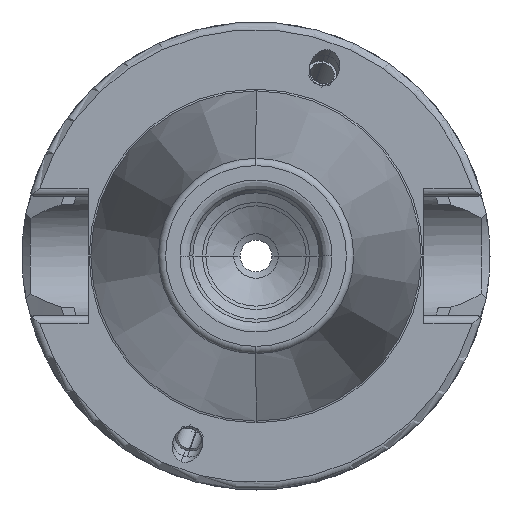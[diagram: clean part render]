
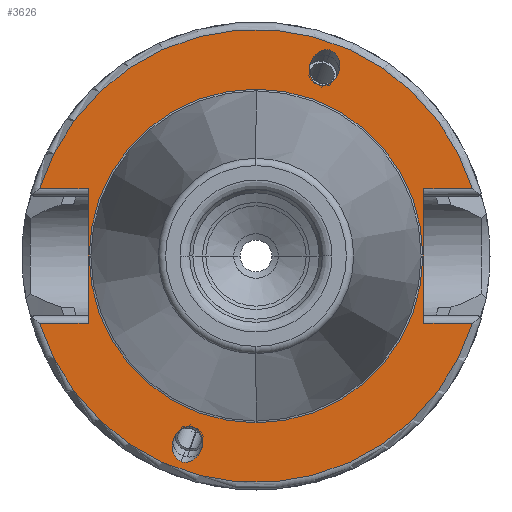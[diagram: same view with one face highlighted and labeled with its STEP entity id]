
A CAD part, left-side view. The second image highlights one B-rep face of the part: STEP entity #3626.
In plain terms, the highlighted planar face has unit normal (-1, 0, 0).
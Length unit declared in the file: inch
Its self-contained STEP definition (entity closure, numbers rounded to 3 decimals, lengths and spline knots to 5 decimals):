
#745=CARTESIAN_POINT('',(0.079,0.,0.));
#746=DIRECTION('',(-1.,0.,0.));
#747=DIRECTION('',(0.,-0.955,0.296));
#748=AXIS2_PLACEMENT_3D('',#745,#746,#747);
#856=DIRECTION('',(0.,0.,-1.));
#857=VECTOR('',#856,0.71186);
#858=CARTESIAN_POINT('',(0.079,0.88976,0.35593));
#859=LINE('',#858,#857);
#873=CARTESIAN_POINT('',(0.079,0.,0.));
#874=DIRECTION('',(1.,0.,0.));
#875=DIRECTION('',(0.,0.,1.));
#876=AXIS2_PLACEMENT_3D('',#873,#874,#875);
#878=CARTESIAN_POINT('',(0.079,0.,0.));
#879=DIRECTION('',(1.,0.,0.));
#880=DIRECTION('',(0.,0.,-1.));
#881=AXIS2_PLACEMENT_3D('',#878,#879,#880);
#883=DIRECTION('',(0.,-1.,0.));
#884=VECTOR('',#883,0.2569);
#885=CARTESIAN_POINT('',(0.079,-0.88976,0.35593));
#886=LINE('',#885,#884);
#887=DIRECTION('',(0.,1.,0.));
#888=VECTOR('',#887,0.2569);
#889=CARTESIAN_POINT('',(0.079,-1.14666,-0.35593));
#890=LINE('',#889,#888);
#891=DIRECTION('',(0.,1.,0.));
#892=VECTOR('',#891,0.2569);
#893=CARTESIAN_POINT('',(0.079,0.88976,-0.35593));
#894=LINE('',#893,#892);
#895=DIRECTION('',(0.,-1.,0.));
#896=VECTOR('',#895,0.2569);
#897=CARTESIAN_POINT('',(0.079,1.14666,0.35593));
#898=LINE('',#897,#896);
#899=CARTESIAN_POINT('',(0.079,0.39644,-1.08921));
#900=CARTESIAN_POINT('',(0.079,0.40516,-1.08604));
#901=CARTESIAN_POINT('',(0.079,0.42259,-1.07531));
#902=CARTESIAN_POINT('',(0.079,0.44141,-1.04511));
#903=CARTESIAN_POINT('',(0.079,0.44656,-1.00652));
#904=CARTESIAN_POINT('',(0.079,0.43914,-0.97138));
#905=CARTESIAN_POINT('',(0.079,0.42223,-0.93969));
#906=CARTESIAN_POINT('',(0.079,0.39348,-0.91343));
#907=CARTESIAN_POINT('',(0.079,0.35966,-0.9024));
#908=CARTESIAN_POINT('',(0.079,0.33941,-0.90539));
#909=CARTESIAN_POINT('',(0.079,0.33069,-0.90856));
#911=CARTESIAN_POINT('',(0.079,0.33069,-0.90856));
#912=CARTESIAN_POINT('',(0.079,0.32197,-0.91173));
#913=CARTESIAN_POINT('',(0.079,0.30454,-0.92246));
#914=CARTESIAN_POINT('',(0.079,0.28572,-0.95266));
#915=CARTESIAN_POINT('',(0.079,0.28057,-0.99125));
#916=CARTESIAN_POINT('',(0.079,0.28799,-1.02639));
#917=CARTESIAN_POINT('',(0.079,0.3049,-1.05808));
#918=CARTESIAN_POINT('',(0.079,0.33365,-1.08434));
#919=CARTESIAN_POINT('',(0.079,0.36747,-1.09537));
#920=CARTESIAN_POINT('',(0.079,0.38772,-1.09239));
#921=CARTESIAN_POINT('',(0.079,0.39644,-1.08921));
#923=CARTESIAN_POINT('',(0.079,-0.39644,1.08921));
#924=CARTESIAN_POINT('',(0.079,-0.40516,1.08604));
#925=CARTESIAN_POINT('',(0.079,-0.42259,1.07531));
#926=CARTESIAN_POINT('',(0.079,-0.44141,1.04511));
#927=CARTESIAN_POINT('',(0.079,-0.44656,1.00652));
#928=CARTESIAN_POINT('',(0.079,-0.43914,0.97138));
#929=CARTESIAN_POINT('',(0.079,-0.42223,0.93969));
#930=CARTESIAN_POINT('',(0.079,-0.39348,0.91343));
#931=CARTESIAN_POINT('',(0.079,-0.35966,0.9024));
#932=CARTESIAN_POINT('',(0.079,-0.33941,0.90539));
#933=CARTESIAN_POINT('',(0.079,-0.33069,0.90856));
#935=CARTESIAN_POINT('',(0.079,-0.33069,0.90856));
#936=CARTESIAN_POINT('',(0.079,-0.32197,0.91173));
#937=CARTESIAN_POINT('',(0.079,-0.30454,0.92246));
#938=CARTESIAN_POINT('',(0.079,-0.28572,0.95266));
#939=CARTESIAN_POINT('',(0.079,-0.28057,0.99125));
#940=CARTESIAN_POINT('',(0.079,-0.28799,1.02639));
#941=CARTESIAN_POINT('',(0.079,-0.3049,1.05808));
#942=CARTESIAN_POINT('',(0.079,-0.33365,1.08434));
#943=CARTESIAN_POINT('',(0.079,-0.36747,1.09537));
#944=CARTESIAN_POINT('',(0.079,-0.38772,1.09239));
#945=CARTESIAN_POINT('',(0.079,-0.39644,1.08921));
#989=DIRECTION('',(0.,0.,1.));
#990=VECTOR('',#989,0.71186);
#991=CARTESIAN_POINT('',(0.079,-0.88976,-0.35593));
#992=LINE('',#991,#990);
#1033=CARTESIAN_POINT('',(0.079,0.,0.));
#1034=DIRECTION('',(-1.,0.,0.));
#1035=DIRECTION('',(0.,0.955,-0.296));
#1036=AXIS2_PLACEMENT_3D('',#1033,#1034,#1035);
#2335=CARTESIAN_POINT('',(0.079,0.,0.88419));
#2336=CARTESIAN_POINT('',(0.079,0.,-0.88419));
#2337=VERTEX_POINT('',#2335);
#2338=VERTEX_POINT('',#2336);
#2351=CARTESIAN_POINT('',(0.079,-0.88976,0.35593));
#2352=CARTESIAN_POINT('',(0.079,-1.14666,0.35593));
#2353=VERTEX_POINT('',#2351);
#2354=VERTEX_POINT('',#2352);
#2355=CARTESIAN_POINT('',(0.079,1.14666,0.35593));
#2356=CARTESIAN_POINT('',(0.079,0.88976,0.35593));
#2357=VERTEX_POINT('',#2355);
#2358=VERTEX_POINT('',#2356);
#2359=CARTESIAN_POINT('',(0.079,0.88976,-0.35593));
#2360=CARTESIAN_POINT('',(0.079,1.14666,-0.35593));
#2361=VERTEX_POINT('',#2359);
#2362=VERTEX_POINT('',#2360);
#2363=CARTESIAN_POINT('',(0.079,-1.14666,-0.35593));
#2364=CARTESIAN_POINT('',(0.079,-0.88976,-0.35593));
#2365=VERTEX_POINT('',#2363);
#2366=VERTEX_POINT('',#2364);
#2419=VERTEX_POINT('',#899);
#2420=VERTEX_POINT('',#909);
#2487=CARTESIAN_POINT('',(0.079,-0.39644,1.08921));
#2488=VERTEX_POINT('',#2487);
#2489=CARTESIAN_POINT('',(0.079,-0.33069,0.90856));
#2490=VERTEX_POINT('',#2489);
#3589=CARTESIAN_POINT('',(0.079,0.,0.));
#3590=DIRECTION('',(-1.,0.,0.));
#3591=DIRECTION('',(0.,0.,-1.));
#3592=AXIS2_PLACEMENT_3D('',#3589,#3590,#3591);
#3593=PLANE('',#3592);
#3594=ORIENTED_EDGE('',*,*,#3471,.F.);
#3596=ORIENTED_EDGE('',*,*,#3595,.F.);
#3598=ORIENTED_EDGE('',*,*,#3597,.F.);
#3600=ORIENTED_EDGE('',*,*,#3599,.F.);
#3601=ORIENTED_EDGE('',*,*,#3564,.F.);
#3602=ORIENTED_EDGE('',*,*,#3576,.F.);
#3604=ORIENTED_EDGE('',*,*,#3603,.F.);
#3605=ORIENTED_EDGE('',*,*,#3452,.F.);
#3606=EDGE_LOOP('',(#3594,#3596,#3598,#3600,#3601,#3602,#3604,#3605));
#3607=FACE_OUTER_BOUND('',#3606,.F.);
#3609=ORIENTED_EDGE('',*,*,#3608,.F.);
#3611=ORIENTED_EDGE('',*,*,#3610,.F.);
#3612=EDGE_LOOP('',(#3609,#3611));
#3613=FACE_BOUND('',#3612,.F.);
#3615=ORIENTED_EDGE('',*,*,#3614,.F.);
#3617=ORIENTED_EDGE('',*,*,#3616,.F.);
#3618=EDGE_LOOP('',(#3615,#3617));
#3619=FACE_BOUND('',#3618,.F.);
#3621=ORIENTED_EDGE('',*,*,#3620,.F.);
#3623=ORIENTED_EDGE('',*,*,#3622,.F.);
#3624=EDGE_LOOP('',(#3621,#3623));
#3625=FACE_BOUND('',#3624,.F.);
#3626=ADVANCED_FACE('',(#3607,#3613,#3619,#3625),#3593,.T.);
#749=CIRCLE('',#748,1.20063);
#877=CIRCLE('',#876,0.88419);
#882=CIRCLE('',#881,0.88419);
#910=B_SPLINE_CURVE_WITH_KNOTS('',3,(#899,#900,#901,#902,#903,#904,#905,#906,
#907,#908,#909),.UNSPECIFIED.,.F.,.F.,(4,1,1,1,1,1,1,1,4),(0.,0.125,0.25,
0.375,0.5,0.625,0.75,0.875,1.),.UNSPECIFIED.);
#922=B_SPLINE_CURVE_WITH_KNOTS('',3,(#911,#912,#913,#914,#915,#916,#917,#918,
#919,#920,#921),.UNSPECIFIED.,.F.,.F.,(4,1,1,1,1,1,1,1,4),(0.,0.125,0.25,
0.375,0.5,0.625,0.75,0.875,1.),.UNSPECIFIED.);
#934=B_SPLINE_CURVE_WITH_KNOTS('',3,(#923,#924,#925,#926,#927,#928,#929,#930,
#931,#932,#933),.UNSPECIFIED.,.F.,.F.,(4,1,1,1,1,1,1,1,4),(0.,0.125,0.25,
0.375,0.5,0.625,0.75,0.875,1.),.UNSPECIFIED.);
#946=B_SPLINE_CURVE_WITH_KNOTS('',3,(#935,#936,#937,#938,#939,#940,#941,#942,
#943,#944,#945),.UNSPECIFIED.,.F.,.F.,(4,1,1,1,1,1,1,1,4),(0.,0.125,0.25,
0.375,0.5,0.625,0.75,0.875,1.),.UNSPECIFIED.);
#1037=CIRCLE('',#1036,1.20063);
#3452=EDGE_CURVE('',#2354,#2357,#749,.T.);
#3471=EDGE_CURVE('',#2353,#2354,#886,.T.);
#3564=EDGE_CURVE('',#2361,#2362,#894,.T.);
#3576=EDGE_CURVE('',#2358,#2361,#859,.T.);
#3595=EDGE_CURVE('',#2366,#2353,#992,.T.);
#3597=EDGE_CURVE('',#2365,#2366,#890,.T.);
#3599=EDGE_CURVE('',#2362,#2365,#1037,.T.);
#3603=EDGE_CURVE('',#2357,#2358,#898,.T.);
#3608=EDGE_CURVE('',#2337,#2338,#877,.T.);
#3610=EDGE_CURVE('',#2338,#2337,#882,.T.);
#3614=EDGE_CURVE('',#2419,#2420,#910,.T.);
#3616=EDGE_CURVE('',#2420,#2419,#922,.T.);
#3620=EDGE_CURVE('',#2488,#2490,#934,.T.);
#3622=EDGE_CURVE('',#2490,#2488,#946,.T.);
